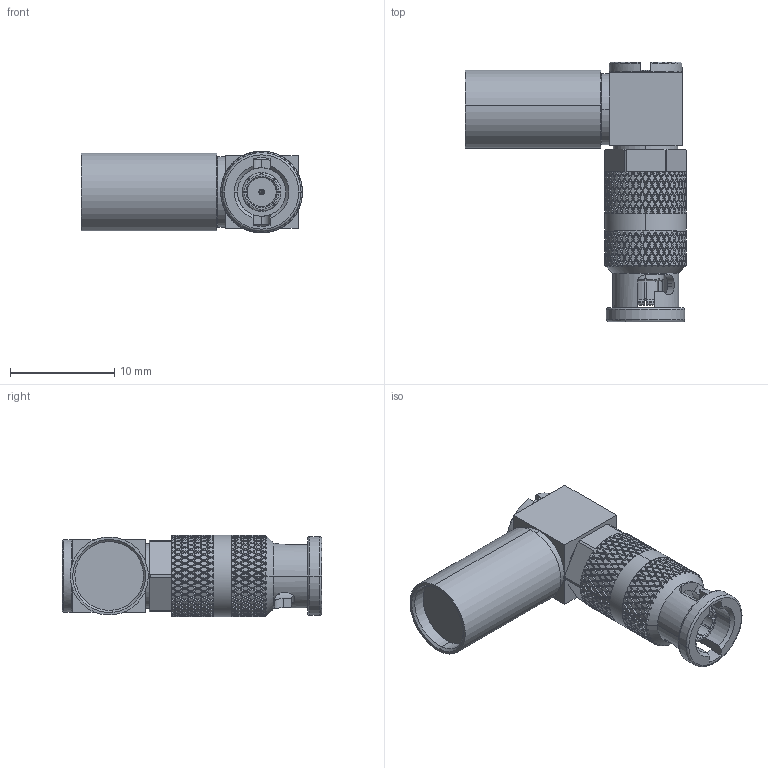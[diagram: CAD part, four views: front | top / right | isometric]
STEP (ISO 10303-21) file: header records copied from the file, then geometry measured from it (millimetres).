
FILE_DESCRIPTION (( 'STEP AP203' ), '1' );
FILE_NAME ('OTMR11G059-A772.STEP', '2025-03-12T05:29:16', ( '' ), ( '' ), 'SwSTEP 2.0', 'SolidWorks 2022', '' );
FILE_SCHEMA (( 'CONFIG_CONTROL_DESIGN' ));
Length unit declared in the file: millimetre
Products named in the file (1): OTMR11G059-A772
Bounding box: 21.23 x 24.9 x 7.85 mm (x, y, z)
Volume: 1544.7 mm3; surface area: 1496.2 mm2
Topology: 1 solids, 6 shells, 4181 faces, 9990 edges, 5832 vertices
Faces by surface type: bspline 3331, cylinder 552, plane 187, cone 91, torus 20
Entity records: 258749 total; most frequent: CARTESIAN_POINT 201157, ORIENTED_EDGE 19980, EDGE_CURVE 9990, VERTEX_POINT 5832, EDGE_LOOP 4200, ADVANCED_FACE 4181, FACE_OUTER_BOUND 4181, B_SPLINE_CURVE_WITH_KNOTS 2948
